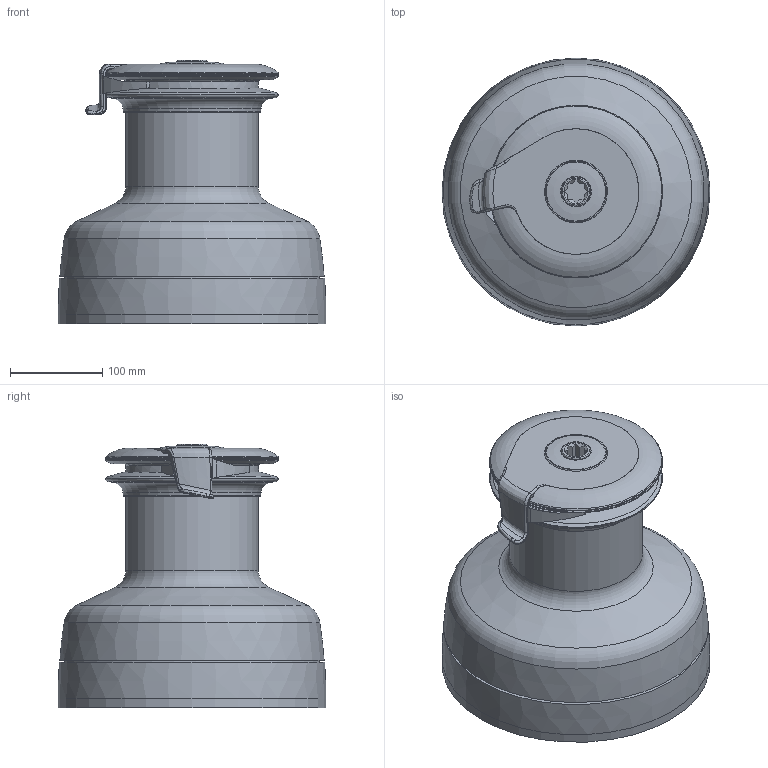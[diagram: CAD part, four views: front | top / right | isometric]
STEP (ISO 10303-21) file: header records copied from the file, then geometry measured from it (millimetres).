
FILE_DESCRIPTION(/* description */ (''),/* implementation_level */ '2;1');
FILE_NAME(/* name */ 'XT70.stp',/* time_stamp */ '2016-03-24T13:46:03+01:00',/* author */ ('gianni'),/* organization */ (''),/* preprocessor_version */ 'ST-DEVELOPER v16.1',/* originating_system */ 'Autodesk Inventor 2016',/* authorisation */ '');
FILE_SCHEMA (('AUTOMOTIVE_DESIGN { 1 0 10303 214 3 1 1 }'));
Length unit declared in the file: millimetre
Products named in the file (1): XT70
Bounding box: 290 x 290 x 285.2 mm (x, y, z)
Volume: 10415724 mm3; surface area: 374888.5 mm2
Topology: 1 solids, 1 shells, 176 faces, 428 edges, 272 vertices
Faces by surface type: cylinder 59, plane 57, bspline 33, torus 17, cone 10
Full cylindrical faces by diameter (mm): 10.5 x6, 18 x1, 31.72 x1, 32.2 x1, 144 x3, 187 x3, 290 x1
Entity records: 6992 total; most frequent: CARTESIAN_POINT 3259, ORIENTED_EDGE 768, DIRECTION 709, EDGE_CURVE 384, AXIS2_PLACEMENT_3D 298, VERTEX_POINT 265, EDGE_LOOP 231, FACE_OUTER_BOUND 176
